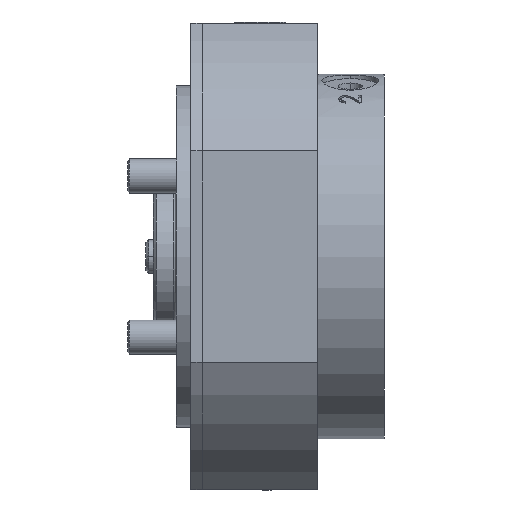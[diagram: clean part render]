
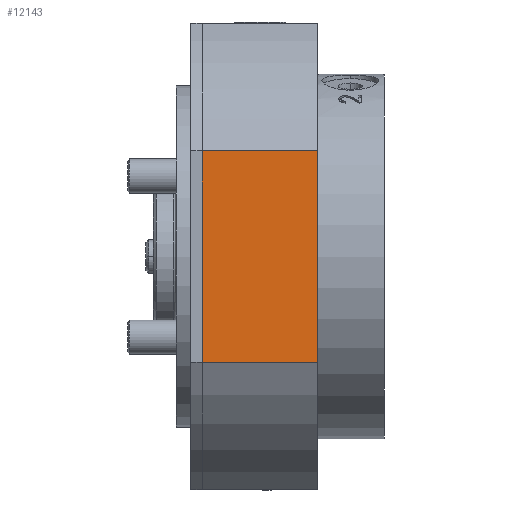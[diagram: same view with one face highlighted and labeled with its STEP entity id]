
A CAD part, left-side view. The second image highlights one B-rep face of the part: STEP entity #12143.
In plain terms, the highlighted planar face has unit normal (-1, 0, 0).
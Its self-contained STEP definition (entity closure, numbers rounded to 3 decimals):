
#222 = CARTESIAN_POINT ( 'NONE',  ( -41., -24.8, -18.547 ) ) ;
#346 = VECTOR ( 'NONE', #23048, 1000. ) ;
#860 = CARTESIAN_POINT ( 'NONE',  ( -41., -10.8, -18.547 ) ) ;
#1776 = CARTESIAN_POINT ( 'NONE',  ( -41., -4.6, 18.547 ) ) ;
#1879 = CARTESIAN_POINT ( 'NONE',  ( -41., -10.8, 18.547 ) ) ;
#2619 = LINE ( 'NONE', #860, #15442 ) ;
#2736 = CARTESIAN_POINT ( 'NONE',  ( -41., -24.8, 41. ) ) ;
#2801 = EDGE_CURVE ( 'NONE', #6818, #22753, #15472, .T. ) ;
#4312 = DIRECTION ( 'NONE',  ( 0., 0., 1. ) ) ;
#4550 = LINE ( 'NONE', #16917, #20278 ) ;
#5250 = EDGE_CURVE ( 'NONE', #13676, #16971, #4550, .T. ) ;
#6614 = ORIENTED_EDGE ( 'NONE', *, *, #2801, .T. ) ;
#6818 = VERTEX_POINT ( 'NONE', #1776 ) ;
#8105 = DIRECTION ( 'NONE',  ( 0., -1., 0. ) ) ;
#8113 = FACE_OUTER_BOUND ( 'NONE', #22914, .T. ) ;
#9004 = LINE ( 'NONE', #1879, #23041 ) ;
#9535 = AXIS2_PLACEMENT_3D ( 'NONE', #2736, #9965, #10089 ) ;
#9965 = DIRECTION ( 'NONE',  ( -1., 0., 0. ) ) ;
#10089 = DIRECTION ( 'NONE',  ( 0., 0., 1. ) ) ;
#12143 = ADVANCED_FACE ( 'NONE', ( #8113 ), #13477, .T. ) ;
#12588 = ORIENTED_EDGE ( 'NONE', *, *, #18724, .T. ) ;
#13477 = PLANE ( 'NONE',  #9535 ) ;
#13676 = VERTEX_POINT ( 'NONE', #222 ) ;
#14098 = CARTESIAN_POINT ( 'NONE',  ( -41., -24.8, 18.547 ) ) ;
#14551 = ORIENTED_EDGE ( 'NONE', *, *, #5250, .T. ) ;
#15442 = VECTOR ( 'NONE', #8105, 1000. ) ;
#15472 = LINE ( 'NONE', #15941, #346 ) ;
#15941 = CARTESIAN_POINT ( 'NONE',  ( -41., -4.6, 0. ) ) ;
#16183 = EDGE_CURVE ( 'NONE', #16971, #6818, #9004, .T. ) ;
#16917 = CARTESIAN_POINT ( 'NONE',  ( -41., -24.8, 0. ) ) ;
#16971 = VERTEX_POINT ( 'NONE', #14098 ) ;
#18581 = ORIENTED_EDGE ( 'NONE', *, *, #16183, .T. ) ;
#18724 = EDGE_CURVE ( 'NONE', #22753, #13676, #2619, .T. ) ;
#19091 = CARTESIAN_POINT ( 'NONE',  ( -41., -4.6, -18.547 ) ) ;
#19737 = DIRECTION ( 'NONE',  ( 0., 1., 0. ) ) ;
#20278 = VECTOR ( 'NONE', #4312, 1000. ) ;
#22753 = VERTEX_POINT ( 'NONE', #19091 ) ;
#22914 = EDGE_LOOP ( 'NONE', ( #18581, #6614, #12588, #14551 ) ) ;
#23041 = VECTOR ( 'NONE', #19737, 1000. ) ;
#23048 = DIRECTION ( 'NONE',  ( 0., 0., -1. ) ) ;
